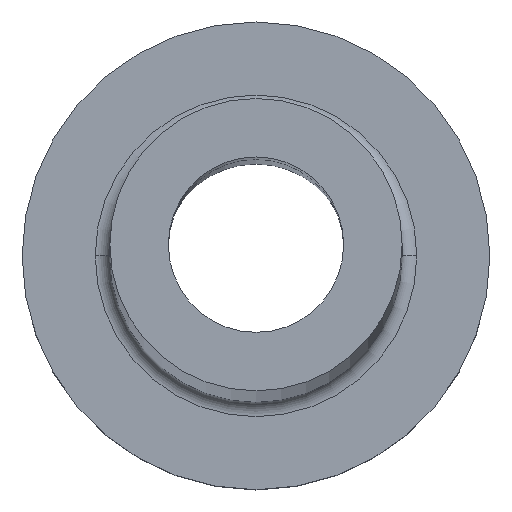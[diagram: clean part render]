
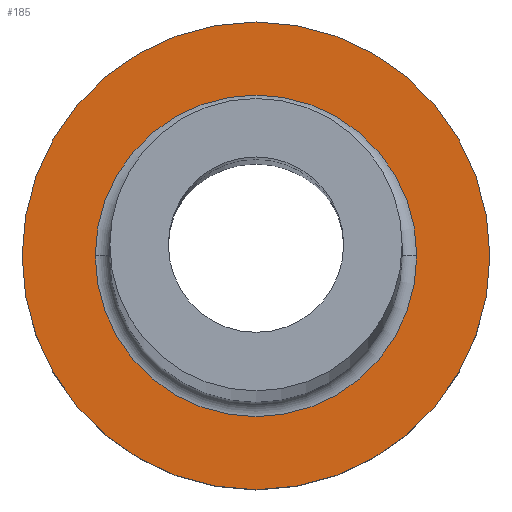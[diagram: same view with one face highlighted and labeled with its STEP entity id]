
A CAD part, top view. The second image highlights one B-rep face of the part: STEP entity #185.
In plain terms, the highlighted planar face has unit normal (0, 0, 1).
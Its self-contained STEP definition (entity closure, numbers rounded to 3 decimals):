
#14 = AXIS2_PLACEMENT_3D ( 'NONE', #431, #130, #282 ) ;
#17 = VERTEX_POINT ( 'NONE', #285 ) ;
#26 = PLANE ( 'NONE',  #278 ) ;
#29 = AXIS2_PLACEMENT_3D ( 'NONE', #35, #341, #417 ) ;
#35 = CARTESIAN_POINT ( 'NONE',  ( 0., 0., 5. ) ) ;
#46 = CARTESIAN_POINT ( 'NONE',  ( -5.5, 0., 5. ) ) ;
#47 = CARTESIAN_POINT ( 'NONE',  ( 0., 0., 5. ) ) ;
#62 = EDGE_CURVE ( 'NONE', #337, #206, #133, .T. ) ;
#66 = CIRCLE ( 'NONE', #450, 5.5 ) ;
#78 = CARTESIAN_POINT ( 'NONE',  ( -8., 0., 5. ) ) ;
#81 = ORIENTED_EDGE ( 'NONE', *, *, #354, .T. ) ;
#95 = CARTESIAN_POINT ( 'NONE',  ( 0., 0., 5. ) ) ;
#111 = CIRCLE ( 'NONE', #366, 5.5 ) ;
#130 = DIRECTION ( 'NONE',  ( 0., 0., 1. ) ) ;
#133 = CIRCLE ( 'NONE', #14, 8. ) ;
#174 = DIRECTION ( 'NONE',  ( 0., 0., 1. ) ) ;
#185 = ADVANCED_FACE ( 'NONE', ( #371, #259 ), #26, .T. ) ;
#206 = VERTEX_POINT ( 'NONE', #78 ) ;
#223 = EDGE_LOOP ( 'NONE', ( #440, #268 ) ) ;
#235 = DIRECTION ( 'NONE',  ( 0., 0., -1. ) ) ;
#244 = EDGE_LOOP ( 'NONE', ( #445, #81 ) ) ;
#245 = DIRECTION ( 'NONE',  ( 0., 0., -1. ) ) ;
#258 = EDGE_CURVE ( 'NONE', #17, #391, #66, .T. ) ;
#259 = FACE_OUTER_BOUND ( 'NONE', #223, .T. ) ;
#268 = ORIENTED_EDGE ( 'NONE', *, *, #62, .T. ) ;
#278 = AXIS2_PLACEMENT_3D ( 'NONE', #47, #174, #297 ) ;
#282 = DIRECTION ( 'NONE',  ( 1., 0., 0. ) ) ;
#283 = DIRECTION ( 'NONE',  ( 1., 0., 0. ) ) ;
#285 = CARTESIAN_POINT ( 'NONE',  ( 5.5, 0., 5. ) ) ;
#286 = CIRCLE ( 'NONE', #29, 8. ) ;
#297 = DIRECTION ( 'NONE',  ( 1., 0., 0. ) ) ;
#310 = EDGE_CURVE ( 'NONE', #206, #337, #286, .T. ) ;
#337 = VERTEX_POINT ( 'NONE', #420 ) ;
#341 = DIRECTION ( 'NONE',  ( 0., 0., 1. ) ) ;
#354 = EDGE_CURVE ( 'NONE', #391, #17, #111, .T. ) ;
#366 = AXIS2_PLACEMENT_3D ( 'NONE', #430, #245, #434 ) ;
#371 = FACE_BOUND ( 'NONE', #244, .T. ) ;
#391 = VERTEX_POINT ( 'NONE', #46 ) ;
#417 = DIRECTION ( 'NONE',  ( 1., 0., 0. ) ) ;
#420 = CARTESIAN_POINT ( 'NONE',  ( 8., 0., 5. ) ) ;
#430 = CARTESIAN_POINT ( 'NONE',  ( 0., 0., 5. ) ) ;
#431 = CARTESIAN_POINT ( 'NONE',  ( 0., 0., 5. ) ) ;
#434 = DIRECTION ( 'NONE',  ( 1., 0., 0. ) ) ;
#440 = ORIENTED_EDGE ( 'NONE', *, *, #310, .T. ) ;
#445 = ORIENTED_EDGE ( 'NONE', *, *, #258, .T. ) ;
#450 = AXIS2_PLACEMENT_3D ( 'NONE', #95, #235, #283 ) ;
